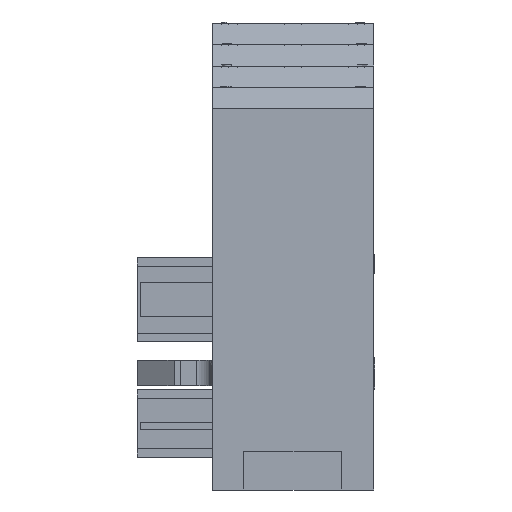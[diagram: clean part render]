
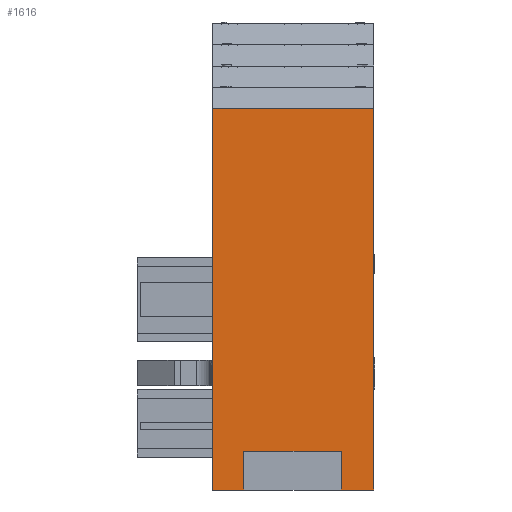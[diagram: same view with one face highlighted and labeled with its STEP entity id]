
A CAD part, front view. The second image highlights one B-rep face of the part: STEP entity #1616.
In plain terms, the highlighted face is planar.
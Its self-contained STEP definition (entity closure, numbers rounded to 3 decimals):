
#1616=ADVANCED_FACE('',(#3856),#2785,.F.);
#2785=PLANE('',#22527);
#3856=FACE_OUTER_BOUND('',#5037,.T.);
#5037=EDGE_LOOP('',(#7240,#7241,#7242,#7243,#7244,#7245,#7246,#7247));
#7240=ORIENTED_EDGE('',*,*,#14425,.F.);
#7241=ORIENTED_EDGE('',*,*,#14429,.T.);
#7242=ORIENTED_EDGE('',*,*,#14376,.F.);
#7243=ORIENTED_EDGE('',*,*,#14391,.F.);
#7244=ORIENTED_EDGE('',*,*,#14566,.T.);
#7245=ORIENTED_EDGE('',*,*,#14404,.T.);
#7246=ORIENTED_EDGE('',*,*,#14372,.F.);
#7247=ORIENTED_EDGE('',*,*,#14432,.F.);
#12279=VERTEX_POINT('',#29721);
#12280=VERTEX_POINT('',#29723);
#12283=VERTEX_POINT('',#29730);
#12284=VERTEX_POINT('',#29732);
#12298=VERTEX_POINT('',#29761);
#12310=VERTEX_POINT('',#29788);
#12326=VERTEX_POINT('',#29824);
#12328=VERTEX_POINT('',#29828);
#14372=EDGE_CURVE('',#12279,#12280,#17275,.T.);
#14376=EDGE_CURVE('',#12283,#12284,#17279,.T.);
#14391=EDGE_CURVE('',#12298,#12283,#17294,.T.);
#14404=EDGE_CURVE('',#12310,#12280,#17307,.T.);
#14425=EDGE_CURVE('',#12328,#12326,#17328,.T.);
#14429=EDGE_CURVE('',#12328,#12284,#17332,.T.);
#14432=EDGE_CURVE('',#12326,#12279,#17335,.T.);
#14566=EDGE_CURVE('',#12298,#12310,#17461,.T.);
#17275=LINE('',#29722,#19981);
#17279=LINE('',#29731,#19985);
#17294=LINE('',#29762,#20000);
#17307=LINE('',#29787,#20013);
#17328=LINE('',#29829,#20034);
#17332=LINE('',#29836,#20038);
#17335=LINE('',#29842,#20041);
#17461=LINE('',#30109,#20167);
#19981=VECTOR('',#24369,1.);
#19985=VECTOR('',#24375,1.);
#20000=VECTOR('',#24392,1.);
#20013=VECTOR('',#24407,1.);
#20034=VECTOR('',#24432,1.);
#20038=VECTOR('',#24438,1.);
#20041=VECTOR('',#24443,1.);
#20167=VECTOR('',#24619,1.);
#22527=AXIS2_PLACEMENT_3D('',#30111,#24622,#24623);
#24369=DIRECTION('',(-1.,0.,0.));
#24375=DIRECTION('',(-1.,0.,0.));
#24392=DIRECTION('',(0.,-1.,0.));
#24407=DIRECTION('',(0.,-1.,0.));
#24432=DIRECTION('',(-1.,0.,0.));
#24438=DIRECTION('',(0.,-1.,0.));
#24443=DIRECTION('',(0.,-1.,0.));
#24619=DIRECTION('',(-1.,0.,0.));
#24622=DIRECTION('',(0.,0.,-1.));
#24623=DIRECTION('',(-1.,0.,0.));
#29721=CARTESIAN_POINT('',(-4.6,-7.,65.95));
#29722=CARTESIAN_POINT('',(7.5,-7.,65.95));
#29723=CARTESIAN_POINT('',(-7.5,-7.,65.95));
#29730=CARTESIAN_POINT('',(7.5,-7.,65.95));
#29731=CARTESIAN_POINT('',(7.5,-7.,65.95));
#29732=CARTESIAN_POINT('',(4.5,-7.,65.95));
#29761=CARTESIAN_POINT('',(7.5,28.5,65.95));
#29762=CARTESIAN_POINT('',(7.5,28.5,65.95));
#29787=CARTESIAN_POINT('',(-7.5,28.5,65.95));
#29788=CARTESIAN_POINT('',(-7.5,28.5,65.95));
#29824=CARTESIAN_POINT('',(-4.6,-3.4,65.95));
#29828=CARTESIAN_POINT('',(4.5,-3.4,65.95));
#29829=CARTESIAN_POINT('',(4.5,-3.4,65.95));
#29836=CARTESIAN_POINT('',(4.5,-3.4,65.95));
#29842=CARTESIAN_POINT('',(-4.6,-3.4,65.95));
#30109=CARTESIAN_POINT('',(7.5,28.5,65.95));
#30111=CARTESIAN_POINT('',(7.5,28.5,65.95));
